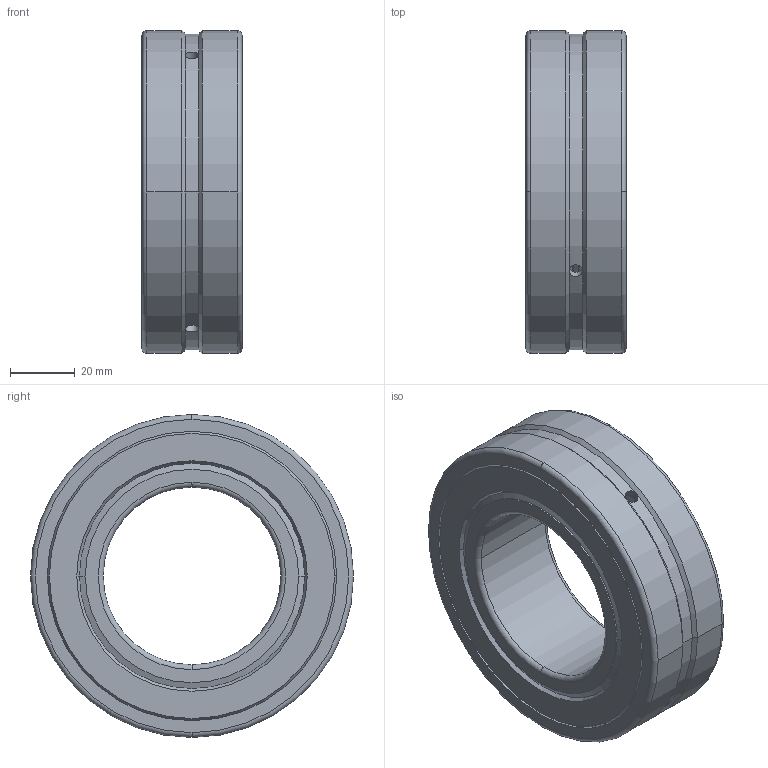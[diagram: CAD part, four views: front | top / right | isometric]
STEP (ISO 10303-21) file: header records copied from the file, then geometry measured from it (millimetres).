
FILE_DESCRIPTION(('STEP AP242'),'1');
FILE_NAME('snr_10x22211eaw33ee_2.stp','2024-11-10T23:58:33',('TraceParts'),('TraceParts S.A.'),'Spatial InterOp 3D',' ',' ');
FILE_SCHEMA(('AP242_MANAGED_MODEL_BASED_3D_ENGINEERING_MIM_LF {1 0 10303 442 1 1 4}'));
Length unit declared in the file: millimetre
Products named in the file (1): snr_10x22211eaw33ee_2_1
Bounding box: 31 x 100 x 100 mm (x, y, z)
Volume: 120408.2 mm3; surface area: 71559.3 mm2
Topology: 6 solids, 6 shells, 324 faces, 834 edges, 587 vertices
Faces by surface type: torus 180, plane 84, cylinder 34, cone 24, sphere 2
Entity records: 14838 total; most frequent: CARTESIAN_POINT 6672, DIRECTION 1815, ORIENTED_EDGE 1660, AXIS2_PLACEMENT_3D 880, EDGE_CURVE 830, VERTEX_POINT 587, CIRCLE 550, EDGE_LOOP 411
